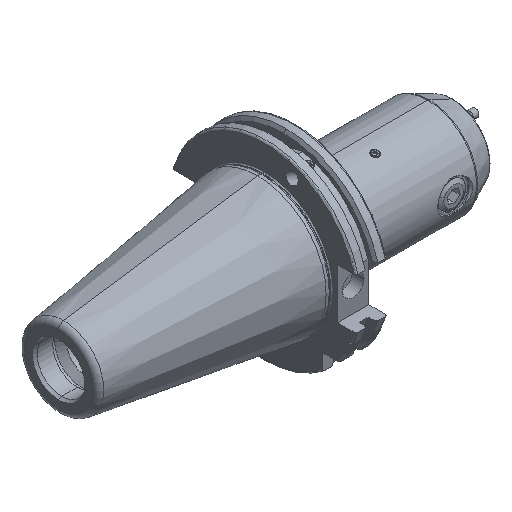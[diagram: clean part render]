
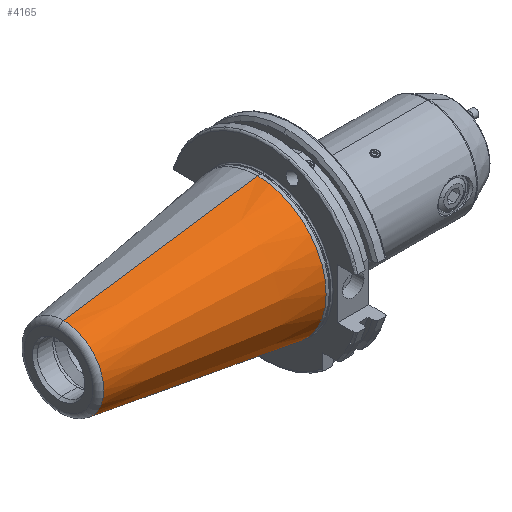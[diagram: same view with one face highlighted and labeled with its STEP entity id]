
A CAD part, isometric view. The second image highlights one B-rep face of the part: STEP entity #4165.
In plain terms, the highlighted conical face has half-angle 8.297 degrees and reference radius 34.925 mm.
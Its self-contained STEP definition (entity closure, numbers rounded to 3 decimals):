
#900 = DIRECTION ( 'NONE',  ( 0., 0., 1. ) ) ;
#901 = DIRECTION ( 'NONE',  ( 1., 0., 0. ) ) ;
#902 = AXIS2_PLACEMENT_3D ( 'NONE', #905, #901, #900 ) ;
#905 = CARTESIAN_POINT ( 'NONE',  ( 0., 0., 0. ) ) ;
#906 = CONICAL_SURFACE ( 'NONE', #902, 34.925, 0.145 ) ;
#910 = FACE_OUTER_BOUND ( 'NONE', #2317, .T. ) ;
#1969 = ORIENTED_EDGE ( 'NONE', *, *, #2316, .T. ) ;
#1973 = ORIENTED_EDGE ( 'NONE', *, *, #2023, .F. ) ;
#1999 = ORIENTED_EDGE ( 'NONE', *, *, #2001, .T. ) ;
#2001 = EDGE_CURVE ( 'NONE', #2088, #2314, #3851, .T. ) ;
#2010 = EDGE_CURVE ( 'NONE', #2088, #2304, #3881, .T. ) ;
#2023 = EDGE_CURVE ( 'NONE', #2304, #2307, #3912, .T. ) ;
#2088 = VERTEX_POINT ( 'NONE', #4034 ) ;
#2304 = VERTEX_POINT ( 'NONE', #4526 ) ;
#2307 = VERTEX_POINT ( 'NONE', #4525 ) ;
#2314 = VERTEX_POINT ( 'NONE', #4514 ) ;
#2315 = ORIENTED_EDGE ( 'NONE', *, *, #2010, .F. ) ;
#2316 = EDGE_CURVE ( 'NONE', #2314, #2307, #4508, .T. ) ;
#2317 = EDGE_LOOP ( 'NONE', ( #2315, #1999, #1969, #1973 ) ) ;
#3848 = DIRECTION ( 'NONE',  ( 0.99, 0., -0.144 ) ) ;
#3849 = VECTOR ( 'NONE', #3848, 1000. ) ;
#3850 = CARTESIAN_POINT ( 'NONE',  ( 0., 0., -34.925 ) ) ;
#3851 = LINE ( 'NONE', #3850, #3849 ) ;
#3877 = DIRECTION ( 'NONE',  ( 0., 0., -1. ) ) ;
#3878 = DIRECTION ( 'NONE',  ( -1., 0., 0. ) ) ;
#3879 = CARTESIAN_POINT ( 'NONE',  ( -99.183, 0., 0. ) ) ;
#3880 = AXIS2_PLACEMENT_3D ( 'NONE', #3879, #3878, #3877 ) ;
#3881 = CIRCLE ( 'NONE', #3880, 20.461 ) ;
#3909 = DIRECTION ( 'NONE',  ( 0.99, 0., 0.144 ) ) ;
#3910 = VECTOR ( 'NONE', #3909, 1000. ) ;
#3911 = CARTESIAN_POINT ( 'NONE',  ( 0., 0., 34.925 ) ) ;
#3912 = LINE ( 'NONE', #3911, #3910 ) ;
#4034 = CARTESIAN_POINT ( 'NONE',  ( -99.183, 0., -20.461 ) ) ;
#4165 = ADVANCED_FACE ( 'NONE', ( #910 ), #906, .T. ) ;
#4504 = DIRECTION ( 'NONE',  ( 0., 0., -1. ) ) ;
#4505 = DIRECTION ( 'NONE',  ( -1., 0., 0. ) ) ;
#4506 = CARTESIAN_POINT ( 'NONE',  ( 0., 0., 0. ) ) ;
#4507 = AXIS2_PLACEMENT_3D ( 'NONE', #4506, #4505, #4504 ) ;
#4508 = CIRCLE ( 'NONE', #4507, 34.925 ) ;
#4514 = CARTESIAN_POINT ( 'NONE',  ( 0., 0., -34.925 ) ) ;
#4525 = CARTESIAN_POINT ( 'NONE',  ( 0., 0., 34.925 ) ) ;
#4526 = CARTESIAN_POINT ( 'NONE',  ( -99.183, 0., 20.461 ) ) ;
